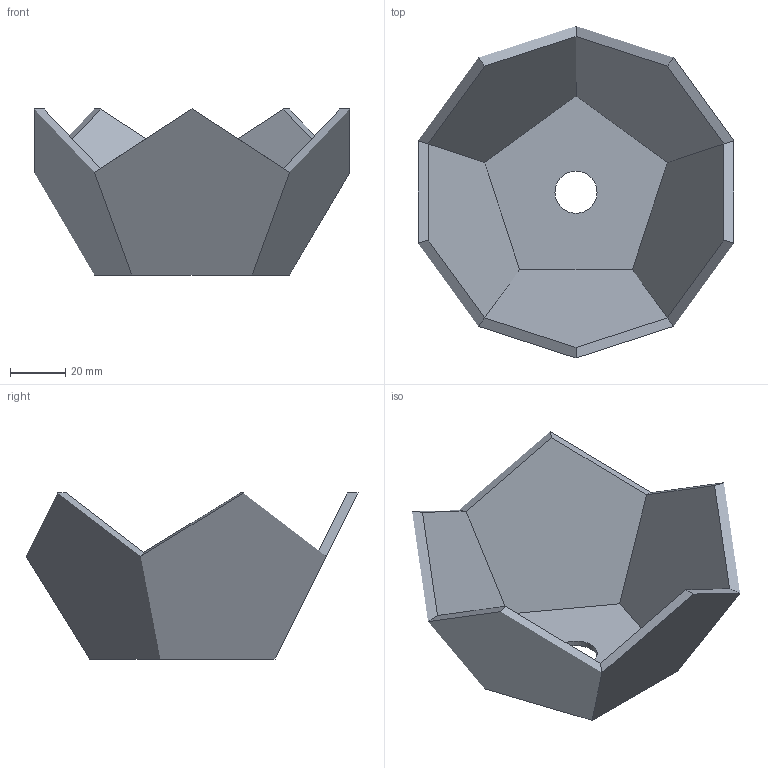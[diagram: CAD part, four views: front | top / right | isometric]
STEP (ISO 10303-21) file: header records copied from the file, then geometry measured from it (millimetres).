
FILE_DESCRIPTION(/* description */ (''),/* implementation_level */ '2;1');
FILE_NAME(/* name */ 'core half 2.step',/* time_stamp */ '2025-06-16T11:01:41-04:00',/* author */ (''),/* organization */ (''),/* preprocessor_version */ 'ST-DEVELOPER v20.1',/* originating_system */ 'Autodesk Translation Framework v14.10.0.0',/* authorisation */ '');
FILE_SCHEMA (('AUTOMOTIVE_DESIGN { 1 0 10303 214 3 1 1 }'));
Length unit declared in the file: inch
Products named in the file (2): core half 2; core half 1 v1
Assembly tree (1 placements, depth 2):
  core half 2
    core half 1 v1
Bounding box: 114.11 x 119.98 x 59.99 mm (x, y, z)
Volume: 62942.5 mm3; surface area: 38209.5 mm2
Topology: 1 solids, 1 shells, 55 faces, 106 edges, 54 vertices
Faces by surface type: plane 53, cylinder 2
Full cylindrical faces by diameter (mm): 15.24 x1, 20.65 x1
Entity records: 1363 total; most frequent: DIRECTION 226, CARTESIAN_POINT 218, ORIENTED_EDGE 212, EDGE_CURVE 106, LINE 102, VECTOR 102, AXIS2_PLACEMENT_3D 62, EDGE_LOOP 58
